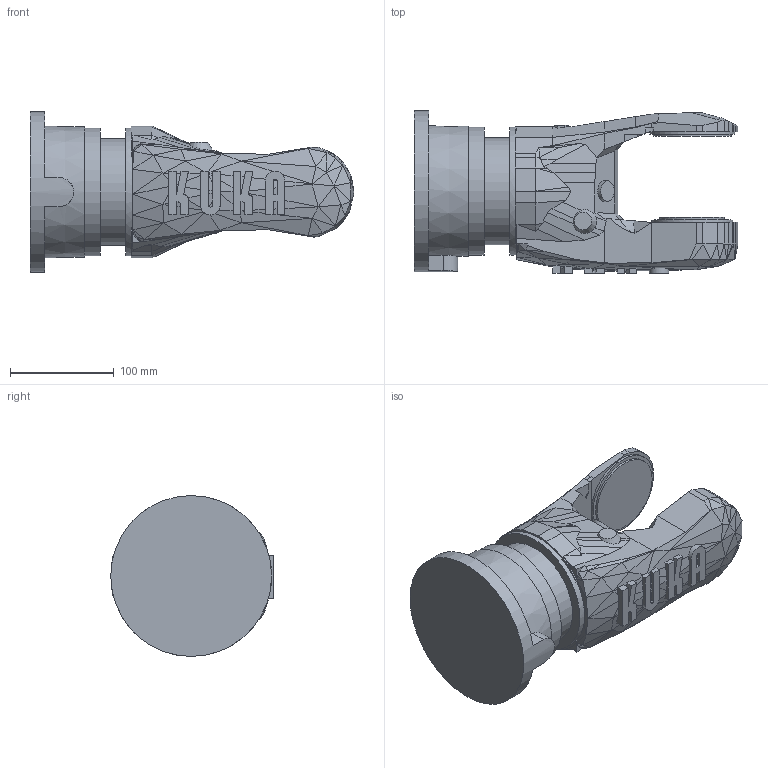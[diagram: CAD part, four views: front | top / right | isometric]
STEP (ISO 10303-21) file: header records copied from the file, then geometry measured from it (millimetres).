
FILE_DESCRIPTION(/* description */ (''),/* implementation_level */ '2;1');
FILE_NAME(/* name */ 'pruebaSolido17_ipt_92a0cc90.STEP',/* time_stamp */ '2019-03-12T18:24:41-05:00',/* author */ ('a4lfr'),/* organization */ (''),/* preprocessor_version */ 'ST-DEVELOPER v17',/* originating_system */ 'Autodesk Inventor 2019',/* authorisation */ '');
FILE_SCHEMA (('AUTOMOTIVE_DESIGN { 1 0 10303 214 3 1 1 }'));
Length unit declared in the file: millimetre
Products named in the file (1): pruebaSolido17
Bounding box: 312.22 x 156.5 x 155 mm (x, y, z)
Volume: 2883156.7 mm3; surface area: 171653 mm2
Topology: 1 solids, 1 shells, 434 faces, 1113 edges, 692 vertices
Faces by surface type: plane 404, cylinder 26, cone 4
Full cylindrical faces by diameter (mm): 5 x2, 20 x2, 62 x1, 75 x1, 82 x1, 103 x1, 123 x2, 155 x1
Entity records: 13310 total; most frequent: CARTESIAN_POINT 2287, ORIENTED_EDGE 2226, DIRECTION 2092, EDGE_CURVE 1113, LINE 992, VECTOR 992, VERTEX_POINT 692, AXIS2_PLACEMENT_3D 550
